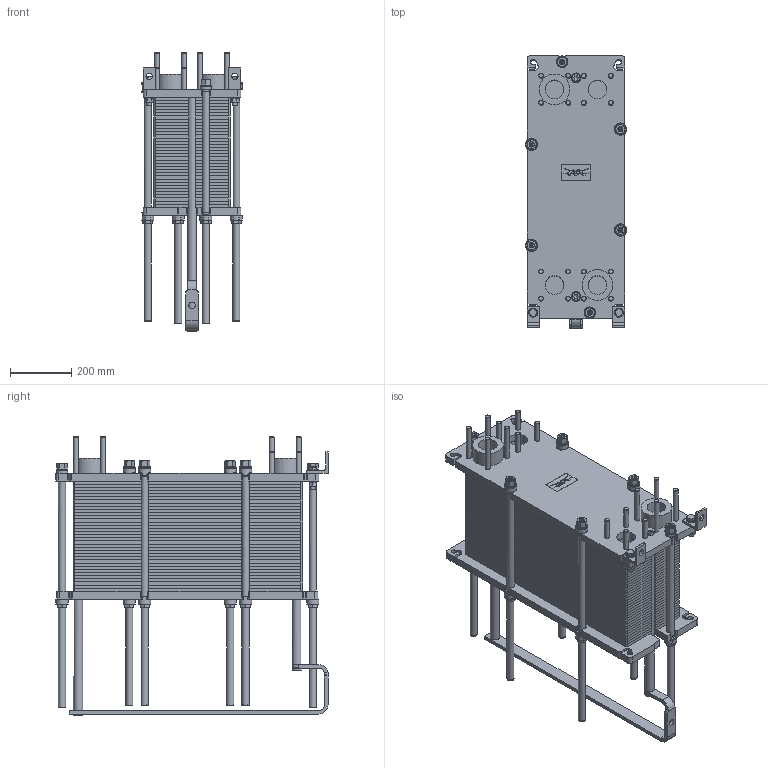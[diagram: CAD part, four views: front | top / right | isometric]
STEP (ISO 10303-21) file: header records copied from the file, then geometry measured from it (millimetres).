
FILE_DESCRIPTION(/* description */ ('T6-BFG, 164 plates, ALLOY 304'),/* implementation_level */ '2;1');
FILE_NAME(/* name */ 'DA_GPHE_Industry_Product.stp',/* time_stamp */ '2021-11-24T07:39:59+01:00',/* author */ (' '),/* organization */ ('Alfa Laval'),/* preprocessor_version */ 'ST-DEVELOPER v18.1',/* originating_system */ 'Autodesk Inventor 2021',/* authorisation */ '0 mm^3');
FILE_SCHEMA (('AUTOMOTIVE_DESIGN { 1 0 10303 214 3 1 1 }'));
Products named in the file (1): DA_GPHE_Industry_Product
Bounding box: 330 x 890 x 911 mm (x, y, z)
Volume: 80396483.5 mm3; surface area: 2909761 mm2
Topology: 1 solids, 1 shells, 2271 faces, 5710 edges, 3474 vertices
Faces by surface type: plane 1001, cylinder 835, cone 190, bspline 183, torus 62
Full cylindrical faces by diameter (mm): 16 x20, 17 x4, 17.294 x6, 18 x2, 20 x6, 21 x3, 22 x6, 22.49 x2, 23.4 x12, 26 x2, 30 x10, 32 x2, 36 x2, 37 x6, 40 x10, 61 x10, 100 x2
Entity records: 77504 total; most frequent: CARTESIAN_POINT 22619, ORIENTED_EDGE 11368, DIRECTION 10673, EDGE_CURVE 5684, AXIS2_PLACEMENT_3D 3853, VERTEX_POINT 3474, LINE 2967, VECTOR 2967
